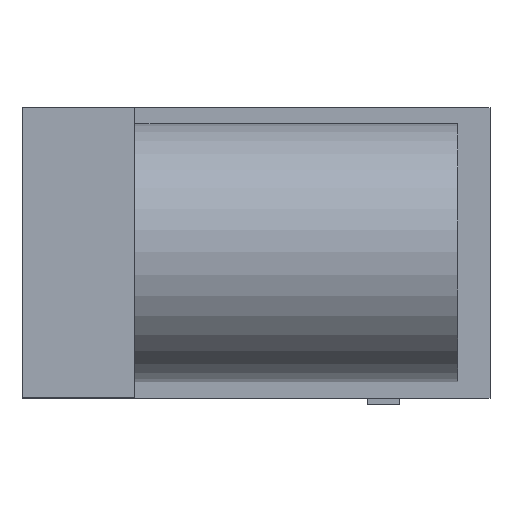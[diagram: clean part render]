
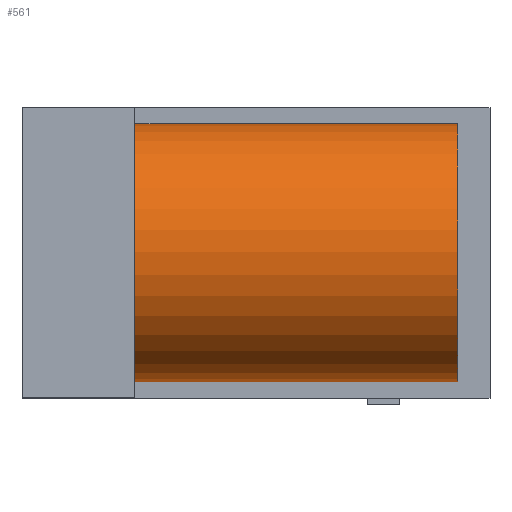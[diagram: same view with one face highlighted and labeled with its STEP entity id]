
A CAD part, top view. The second image highlights one B-rep face of the part: STEP entity #561.
In plain terms, the highlighted cylindrical face has radius 4 mm (diameter 8 mm), a partial arc.
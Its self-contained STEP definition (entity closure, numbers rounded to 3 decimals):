
#481 = VERTEX_POINT('',#482);
#482 = CARTESIAN_POINT('',(3.5,-3.122,3.5));
#488 = EDGE_CURVE('',#481,#489,#491,.T.);
#489 = VERTEX_POINT('',#490);
#490 = CARTESIAN_POINT('',(3.5,3.122,3.5));
#491 = CIRCLE('',#492,4.);
#492 = AXIS2_PLACEMENT_3D('',#493,#494,#495);
#493 = CARTESIAN_POINT('',(3.5,0.,6.));
#494 = DIRECTION('',(-1.,-0.,0.));
#495 = DIRECTION('',(0.,0.,-1.));
#535 = EDGE_CURVE('',#536,#489,#538,.T.);
#536 = VERTEX_POINT('',#537);
#537 = CARTESIAN_POINT('',(13.5,3.122,3.5));
#538 = LINE('',#539,#540);
#539 = CARTESIAN_POINT('',(0.,3.122,3.5));
#540 = VECTOR('',#541,1.);
#541 = DIRECTION('',(-1.,-0.,0.));
#544 = VERTEX_POINT('',#545);
#545 = CARTESIAN_POINT('',(13.5,-3.122,3.5));
#551 = EDGE_CURVE('',#544,#481,#552,.T.);
#552 = LINE('',#553,#554);
#553 = CARTESIAN_POINT('',(0.,-3.122,3.5));
#554 = VECTOR('',#555,1.);
#555 = DIRECTION('',(-1.,-0.,0.));
#561 = ADVANCED_FACE('',(#562),#574,.T.);
#562 = FACE_BOUND('',#563,.F.);
#563 = EDGE_LOOP('',(#564,#565,#566,#567));
#564 = ORIENTED_EDGE('',*,*,#551,.T.);
#565 = ORIENTED_EDGE('',*,*,#488,.T.);
#566 = ORIENTED_EDGE('',*,*,#535,.F.);
#567 = ORIENTED_EDGE('',*,*,#568,.T.);
#568 = EDGE_CURVE('',#536,#544,#569,.T.);
#569 = CIRCLE('',#570,4.);
#570 = AXIS2_PLACEMENT_3D('',#571,#572,#573);
#571 = CARTESIAN_POINT('',(13.5,0.,6.));
#572 = DIRECTION('',(1.,-0.,0.));
#573 = DIRECTION('',(0.,0.,-1.));
#574 = CYLINDRICAL_SURFACE('',#575,4.);
#575 = AXIS2_PLACEMENT_3D('',#576,#577,#578);
#576 = CARTESIAN_POINT('',(0.,0.,6.));
#577 = DIRECTION('',(-1.,-0.,0.));
#578 = DIRECTION('',(0.,0.,-1.));
